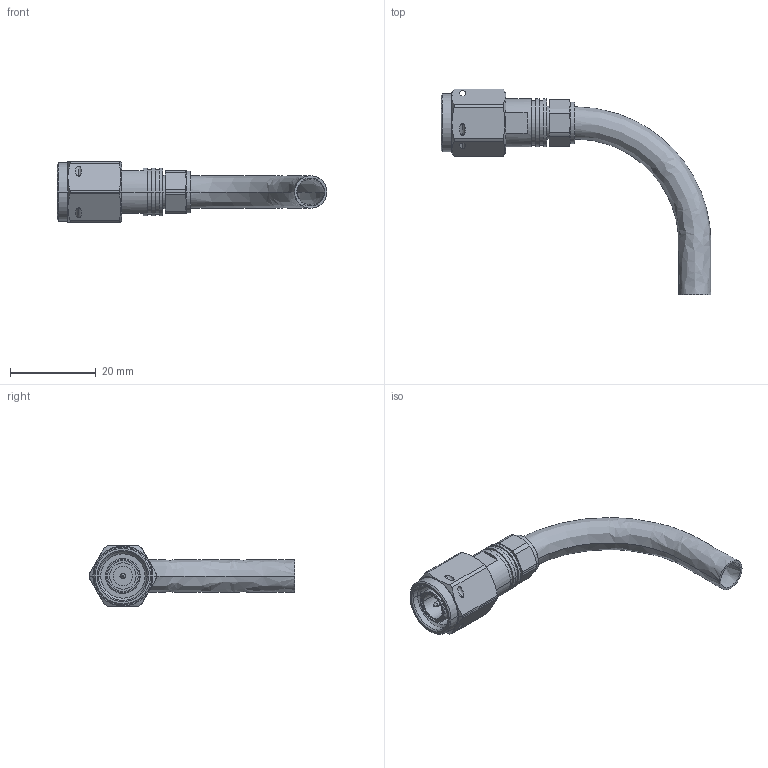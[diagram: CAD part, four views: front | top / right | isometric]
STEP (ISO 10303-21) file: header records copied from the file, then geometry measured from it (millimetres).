
FILE_DESCRIPTION (( 'STEP AP214' ), '1' );
FILE_NAME ('3190-6091(TC-205T-TM-SW-LW-SS).STEP', '2019-09-29T02:02:27', ( '' ), ( '' ), 'SwSTEP 2.0', 'SolidWorks 2017', '' );
FILE_SCHEMA (( 'AUTOMOTIVE_DESIGN' ));
Length unit declared in the file: millimetre
Products named in the file (1): 3190-6091(TC-205T-TM-SW-LW-SS)
Bounding box: 62.75 x 47.85 x 14 mm (x, y, z)
Volume: 3706.4 mm3; surface area: 5073.1 mm2
Topology: 1 solids, 1 shells, 129 faces, 291 edges, 183 vertices
Faces by surface type: cylinder 60, plane 37, cone 24, torus 4, bspline 4
Entity records: 4640 total; most frequent: CARTESIAN_POINT 1666, DIRECTION 656, ORIENTED_EDGE 582, EDGE_CURVE 291, AXIS2_PLACEMENT_3D 273, VERTEX_POINT 183, EDGE_LOOP 154, CIRCLE 147
